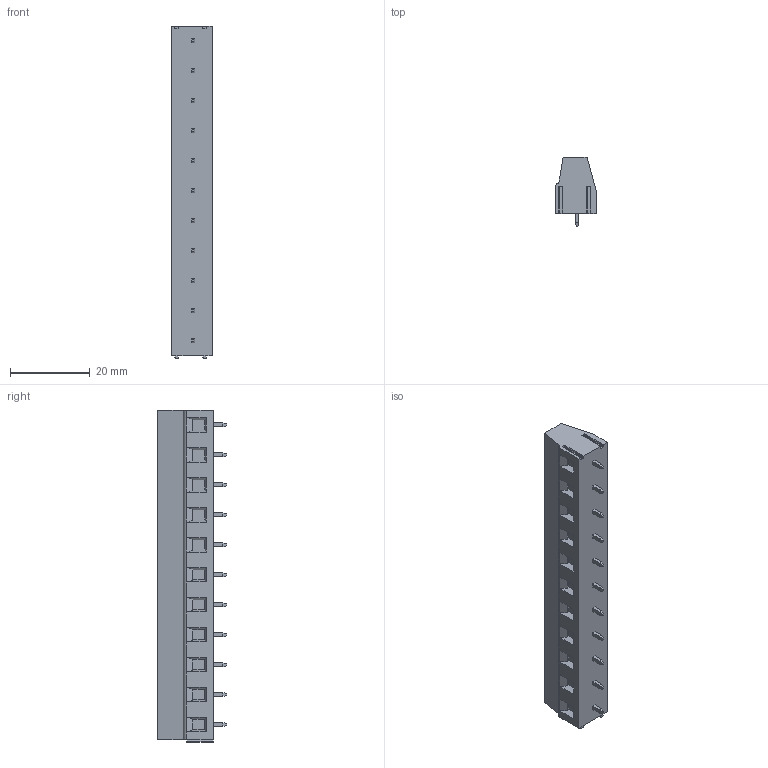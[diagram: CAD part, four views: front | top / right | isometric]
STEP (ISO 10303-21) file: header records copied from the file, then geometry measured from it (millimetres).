
FILE_DESCRIPTION((''),'2;1');
FILE_NAME('PRT0053','2024-12-06T',('yanfa'),(''),'PRO/ENGINEER BY PARAMETRIC TECHNOLOGY CORPORATION, 2009280','PRO/ENGINEER BY PARAMETRIC TECHNOLOGY CORPORATION, 2009280','');
FILE_SCHEMA(('AUTOMOTIVE_DESIGN_CC2 { 1 2 10303 214 -1 1 5 2 }'));
Length unit declared in the file: millimetre
Products named in the file (1): PRT0053
Bounding box: 10.2 x 17.3 x 83.1 mm (x, y, z)
Volume: 9818.3 mm3; surface area: 4693 mm2
Topology: 1 solids, 1 shells, 521 faces, 1337 edges, 840 vertices
Faces by surface type: plane 354, cylinder 101, cone 44, torus 22
Entity records: 15701 total; most frequent: CARTESIAN_POINT 2918, ORIENTED_EDGE 2674, DIRECTION 2603, EDGE_CURVE 1337, VECTOR 1025, LINE 1025, VERTEX_POINT 840, AXIS2_PLACEMENT_3D 789
